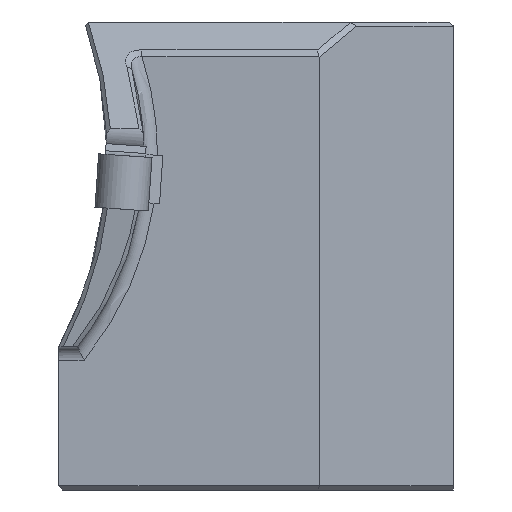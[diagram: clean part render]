
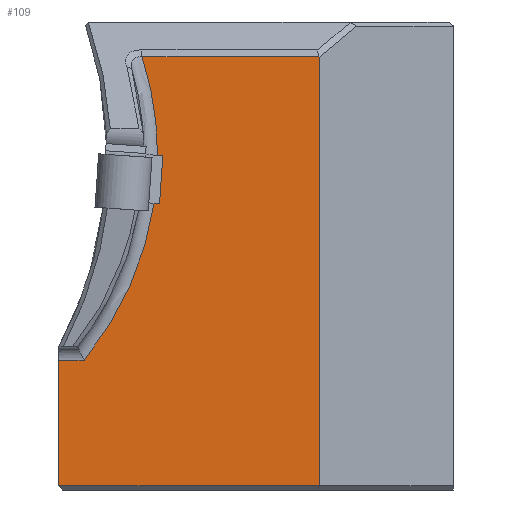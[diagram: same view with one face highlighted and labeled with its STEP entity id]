
A CAD part, left-side view. The second image highlights one B-rep face of the part: STEP entity #109.
In plain terms, the highlighted planar face has unit normal (-1, 0, 0).
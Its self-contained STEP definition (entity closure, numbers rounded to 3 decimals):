
#67=PLANE('',#1019);
#109=ADVANCED_FACE('',(#172),#67,.F.);
#172=FACE_OUTER_BOUND('',#225,.T.);
#225=EDGE_LOOP('',(#521,#522,#523,#524,#525,#526,#527,#528,#529,#530,#531));
#287=LINE('',#1476,#379);
#288=LINE('',#1479,#380);
#289=LINE('',#1481,#381);
#290=LINE('',#1483,#382);
#291=LINE('',#1485,#383);
#292=LINE('',#1486,#384);
#293=LINE('',#1488,#385);
#294=LINE('',#1490,#386);
#295=LINE('',#1494,#387);
#379=VECTOR('',#1121,1.);
#380=VECTOR('',#1122,1.);
#381=VECTOR('',#1123,1.);
#382=VECTOR('',#1124,1.);
#383=VECTOR('',#1125,1.);
#384=VECTOR('',#1126,1.);
#385=VECTOR('',#1127,1.);
#386=VECTOR('',#1128,1.);
#387=VECTOR('',#1131,1.);
#521=ORIENTED_EDGE('',*,*,#885,.T.);
#522=ORIENTED_EDGE('',*,*,#886,.T.);
#523=ORIENTED_EDGE('',*,*,#887,.T.);
#524=ORIENTED_EDGE('',*,*,#888,.T.);
#525=ORIENTED_EDGE('',*,*,#889,.T.);
#526=ORIENTED_EDGE('',*,*,#852,.T.);
#527=ORIENTED_EDGE('',*,*,#890,.T.);
#528=ORIENTED_EDGE('',*,*,#891,.F.);
#529=ORIENTED_EDGE('',*,*,#892,.T.);
#530=ORIENTED_EDGE('',*,*,#893,.T.);
#531=ORIENTED_EDGE('',*,*,#894,.T.);
#762=VERTEX_POINT('',#1336);
#763=VERTEX_POINT('',#1337);
#791=VERTEX_POINT('',#1477);
#792=VERTEX_POINT('',#1478);
#793=VERTEX_POINT('',#1480);
#794=VERTEX_POINT('',#1482);
#795=VERTEX_POINT('',#1484);
#796=VERTEX_POINT('',#1487);
#797=VERTEX_POINT('',#1489);
#798=VERTEX_POINT('',#1491);
#799=VERTEX_POINT('',#1493);
#852=EDGE_CURVE('',#762,#763,#988,.T.);
#885=EDGE_CURVE('',#791,#792,#287,.T.);
#886=EDGE_CURVE('',#792,#793,#288,.T.);
#887=EDGE_CURVE('',#793,#794,#289,.T.);
#888=EDGE_CURVE('',#794,#795,#290,.T.);
#889=EDGE_CURVE('',#795,#762,#291,.T.);
#890=EDGE_CURVE('',#763,#796,#292,.T.);
#891=EDGE_CURVE('',#797,#796,#293,.T.);
#892=EDGE_CURVE('',#797,#798,#294,.T.);
#893=EDGE_CURVE('',#798,#799,#990,.T.);
#894=EDGE_CURVE('',#799,#791,#295,.T.);
#988=CIRCLE('',#1005,24.);
#990=CIRCLE('',#1018,24.);
#1005=AXIS2_PLACEMENT_3D('',#1335,#1080,#1081);
#1018=AXIS2_PLACEMENT_3D('',#1492,#1129,#1130);
#1019=AXIS2_PLACEMENT_3D('',#1495,#1132,#1133);
#1080=DIRECTION('',(1.,0.,0.));
#1081=DIRECTION('',(0.,0.,-1.));
#1121=DIRECTION('',(0.,0.,-1.));
#1122=DIRECTION('',(0.,-1.,0.));
#1123=DIRECTION('',(0.,0.,1.));
#1124=DIRECTION('',(0.,0.735,0.678));
#1125=DIRECTION('',(0.,1.,0.));
#1126=DIRECTION('',(0.,-0.998,-0.07));
#1127=DIRECTION('',(0.,-0.07,0.998));
#1128=DIRECTION('',(0.,0.998,0.07));
#1129=DIRECTION('',(1.,0.,0.));
#1130=DIRECTION('',(0.,0.,-1.));
#1131=DIRECTION('',(0.,1.,0.));
#1132=DIRECTION('',(1.,0.,0.));
#1133=DIRECTION('',(0.,0.,-1.));
#1335=CARTESIAN_POINT('',(13.,6.11,-15.));
#1336=CARTESIAN_POINT('',(13.,-16.715,-7.583));
#1337=CARTESIAN_POINT('',(13.,-17.889,-14.967));
#1476=CARTESIAN_POINT('',(13.,-10.5,-29.286));
#1477=CARTESIAN_POINT('',(13.,-10.5,-30.286));
#1478=CARTESIAN_POINT('',(13.,-10.5,-39.7));
#1479=CARTESIAN_POINT('',(13.,-30.,-39.7));
#1480=CARTESIAN_POINT('',(13.,-30.,-39.7));
#1481=CARTESIAN_POINT('',(13.,-30.,-5.));
#1482=CARTESIAN_POINT('',(13.,-30.,-7.632));
#1483=CARTESIAN_POINT('',(13.,-29.722,-7.375));
#1484=CARTESIAN_POINT('',(13.,-29.947,-7.583));
#1485=CARTESIAN_POINT('',(13.,-16.615,-7.583));
#1486=CARTESIAN_POINT('',(13.,-18.286,-14.995));
#1487=CARTESIAN_POINT('',(13.,-18.286,-14.995));
#1488=CARTESIAN_POINT('',(13.,-18.391,-13.499));
#1489=CARTESIAN_POINT('',(13.,-18.035,-18.586));
#1490=CARTESIAN_POINT('',(13.,-18.035,-18.586));
#1491=CARTESIAN_POINT('',(13.,-17.624,-18.558));
#1492=CARTESIAN_POINT('',(13.,6.11,-15.));
#1493=CARTESIAN_POINT('',(13.,-12.392,-30.286));
#1494=CARTESIAN_POINT('',(13.,-10.5,-30.286));
#1495=CARTESIAN_POINT('',(13.,6.11,-15.));
